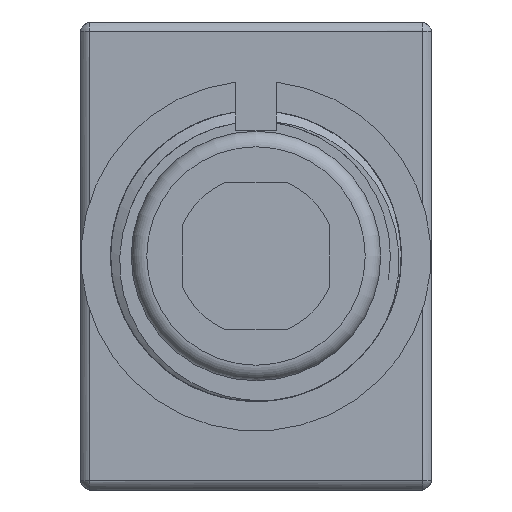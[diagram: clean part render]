
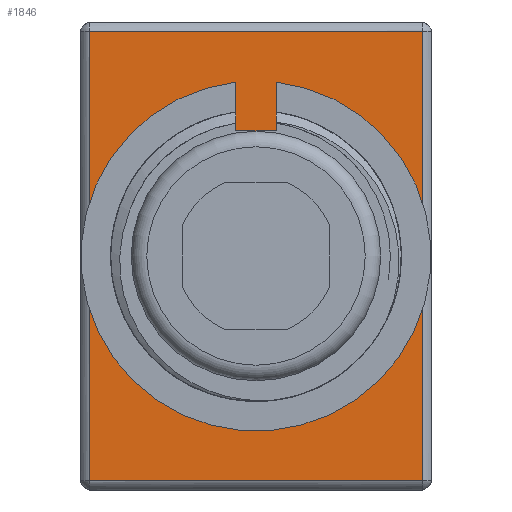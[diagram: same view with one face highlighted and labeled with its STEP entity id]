
A CAD part, front view. The second image highlights one B-rep face of the part: STEP entity #1846.
In plain terms, the highlighted planar face has unit normal (0, -1, 0).
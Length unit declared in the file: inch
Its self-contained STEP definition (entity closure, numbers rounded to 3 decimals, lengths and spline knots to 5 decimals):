
#299=FACE_OUTER_BOUND('',#411,.T.);
#411=EDGE_LOOP('',(#1269,#1270,#1271,#1272));
#542=LINE('',#2438,#677);
#543=LINE('',#2440,#678);
#544=LINE('',#2442,#679);
#545=LINE('',#2443,#680);
#677=VECTOR('',#2097,0.3937);
#678=VECTOR('',#2098,0.3937);
#679=VECTOR('',#2099,0.3937);
#680=VECTOR('',#2100,0.3937);
#812=VERTEX_POINT('',#2436);
#813=VERTEX_POINT('',#2437);
#814=VERTEX_POINT('',#2439);
#815=VERTEX_POINT('',#2441);
#990=EDGE_CURVE('',#812,#813,#542,.T.);
#991=EDGE_CURVE('',#814,#812,#543,.T.);
#992=EDGE_CURVE('',#815,#814,#544,.T.);
#993=EDGE_CURVE('',#813,#815,#545,.T.);
#1269=ORIENTED_EDGE('',*,*,#990,.F.);
#1270=ORIENTED_EDGE('',*,*,#991,.F.);
#1271=ORIENTED_EDGE('',*,*,#992,.F.);
#1272=ORIENTED_EDGE('',*,*,#993,.F.);
#1811=PLANE('',#1975);
#1846=ADVANCED_FACE('',(#299),#1811,.T.);
#1975=AXIS2_PLACEMENT_3D('',#2435,#2095,#2096);
#2095=DIRECTION('center_axis',(0.,-1.,0.));
#2096=DIRECTION('ref_axis',(0.,0.,-1.));
#2097=DIRECTION('',(1.,0.,0.));
#2098=DIRECTION('',(0.,0.,1.));
#2099=DIRECTION('',(-1.,0.,0.));
#2100=DIRECTION('',(0.,0.,-1.));
#2435=CARTESIAN_POINT('Origin',(0.,0.,0.375));
#2436=CARTESIAN_POINT('',(-0.267,0.,0.36));
#2437=CARTESIAN_POINT('',(0.267,0.,0.36));
#2438=CARTESIAN_POINT('',(0.,0.,0.36));
#2439=CARTESIAN_POINT('',(-0.267,0.,-0.36));
#2440=CARTESIAN_POINT('',(-0.267,0.,0.1875));
#2441=CARTESIAN_POINT('',(0.267,0.,-0.36));
#2442=CARTESIAN_POINT('',(0.,0.,-0.36));
#2443=CARTESIAN_POINT('',(0.267,0.,0.1875));
